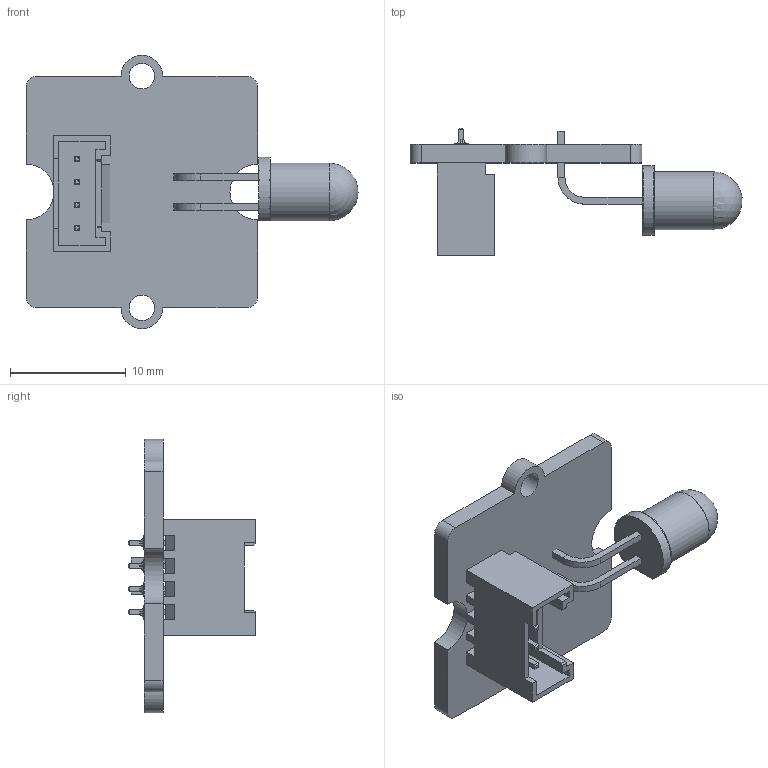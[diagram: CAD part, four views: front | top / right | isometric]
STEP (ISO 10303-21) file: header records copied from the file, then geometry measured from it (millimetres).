
FILE_DESCRIPTION (( 'STEP AP214' ), '1' );
FILE_NAME ('Grove IR emetteur.STEP', '2024-01-16T12:53:51', ( '' ), ( '' ), 'SwSTEP 2.0', 'SolidWorks 2020', '' );
FILE_SCHEMA (( 'AUTOMOTIVE_DESIGN' ));
Length unit declared in the file: millimetre
Products named in the file (4): Connecteur Grove (droit); Led 5mm; Grove IR emetteur; PCB grove 20x20
Assembly tree (3 placements, depth 2):
  Grove IR emetteur
    PCB grove 20x20
    Connecteur Grove (droit)
    Led 5mm
Bounding box: 28.65 x 11 x 23.6 mm (x, y, z)
Volume: 785.8 mm3; surface area: 1920 mm2
Topology: 7 solids, 7 shells, 279 faces, 680 edges, 421 vertices
Faces by surface type: plane 207, cylinder 38, bspline 32, sphere 2
Full cylindrical faces by diameter (mm): 1.2 x4, 2.2 x2, 4.9 x1, 5 x1
Entity records: 10644 total; most frequent: CARTESIAN_POINT 2208, ORIENTED_EDGE 1322, DIRECTION 1239, EDGE_CURVE 661, LINE 493, VECTOR 493, VERTEX_POINT 414, AXIS2_PLACEMENT_3D 373
